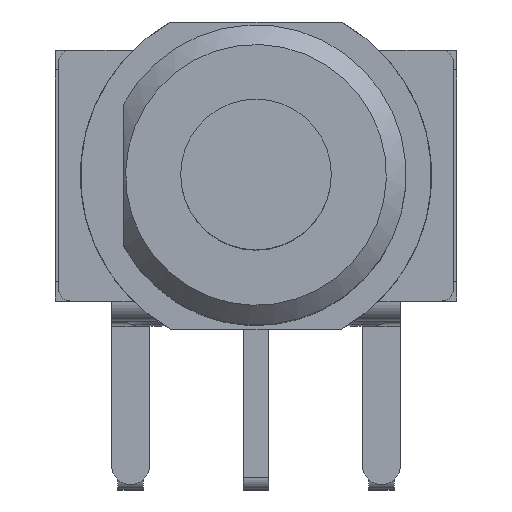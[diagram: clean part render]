
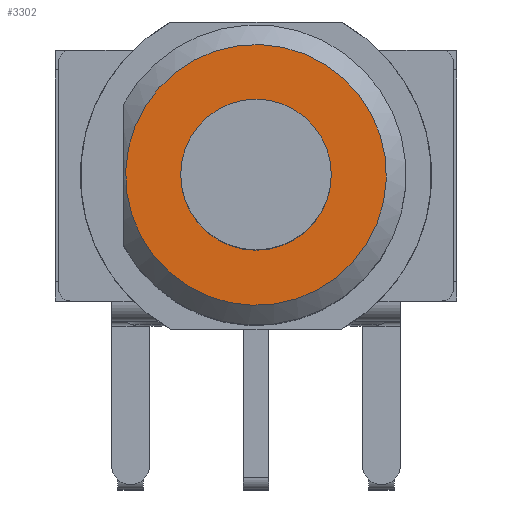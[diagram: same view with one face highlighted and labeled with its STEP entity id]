
A CAD part, top view. The second image highlights one B-rep face of the part: STEP entity #3302.
In plain terms, the highlighted planar face has unit normal (0, 0, 1).
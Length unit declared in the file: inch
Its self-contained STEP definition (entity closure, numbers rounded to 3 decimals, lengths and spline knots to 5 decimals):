
#61=FACE_BOUND('',#388,.T.);
#77=PLANE('',#3513);
#205=FACE_OUTER_BOUND('',#387,.T.);
#387=EDGE_LOOP('',(#2266));
#388=EDGE_LOOP('',(#2267));
#1309=CIRCLE('',#3500,0.06004);
#1314=CIRCLE('',#3509,0.10394);
#1414=VERTEX_POINT('',#4703);
#1425=VERTEX_POINT('',#4731);
#1740=EDGE_CURVE('',#1414,#1414,#1309,.T.);
#1751=EDGE_CURVE('',#1425,#1425,#1314,.T.);
#2266=ORIENTED_EDGE('',*,*,#1751,.F.);
#2267=ORIENTED_EDGE('',*,*,#1740,.T.);
#3302=ADVANCED_FACE('',(#205,#61),#77,.T.);
#3500=AXIS2_PLACEMENT_3D('',#4705,#3782,#3783);
#3509=AXIS2_PLACEMENT_3D('',#4733,#3805,#3806);
#3513=AXIS2_PLACEMENT_3D('',#4741,#3815,#3816);
#3782=DIRECTION('center_axis',(0.,0.,
-1.));
#3783=DIRECTION('ref_axis',(1.,0.,0.));
#3805=DIRECTION('center_axis',(0.,0.,
-1.));
#3806=DIRECTION('ref_axis',(0.882,0.472,0.));
#3815=DIRECTION('center_axis',(0.,0.,
1.));
#3816=DIRECTION('ref_axis',(-1.,0.,0.));
#4703=CARTESIAN_POINT('',(0.06004,0.,0.63465));
#4705=CARTESIAN_POINT('Origin',(0.,0.,
0.63465));
#4731=CARTESIAN_POINT('',(-0.09163,-0.04906,0.63465));
#4733=CARTESIAN_POINT('Origin',(0.,0.,
0.63465));
#4741=CARTESIAN_POINT('Origin',(-0.00803,0.,
0.63465));
